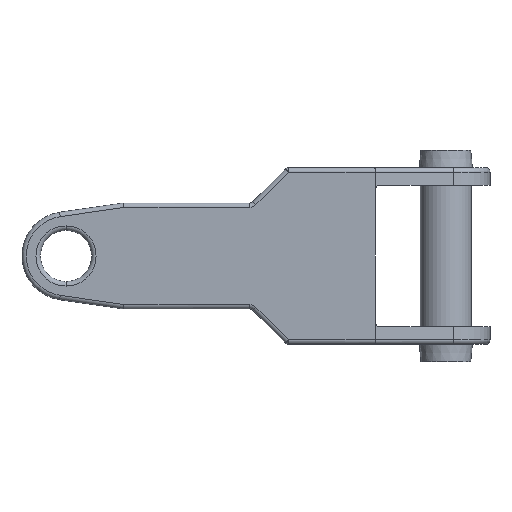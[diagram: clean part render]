
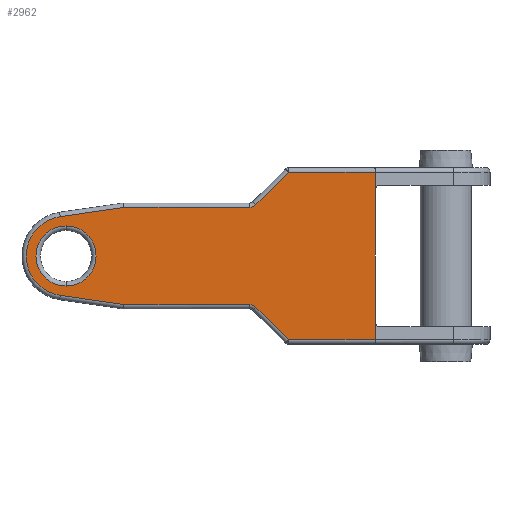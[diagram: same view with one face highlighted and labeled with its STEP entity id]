
A CAD part, front view. The second image highlights one B-rep face of the part: STEP entity #2962.
In plain terms, the highlighted planar face has unit normal (0, -1, 0).
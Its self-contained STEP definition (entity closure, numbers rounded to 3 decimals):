
#342=DIRECTION('',(0.707,0.,-0.707));
#343=VECTOR('',#342,13.316);
#344=CARTESIAN_POINT('',(38.1,-16.51,-14.714));
#345=LINE('',#344,#343);
#346=CARTESIAN_POINT('',(36.304,-16.51,-16.51));
#347=DIRECTION('',(0.,1.,0.));
#348=DIRECTION('',(0.,0.,1.));
#349=AXIS2_PLACEMENT_3D('',#346,#347,#348);
#351=DIRECTION('',(0.99,0.,-0.144));
#352=VECTOR('',#351,18.443);
#353=CARTESIAN_POINT('',(-18.158,-16.51,-11.311));
#354=LINE('',#353,#352);
#355=CARTESIAN_POINT('',(-16.51,-16.51,0.));
#356=DIRECTION('',(0.,-1.,0.));
#357=DIRECTION('',(-0.144,0.,0.99));
#358=AXIS2_PLACEMENT_3D('',#355,#356,#357);
#360=DIRECTION('',(-0.99,0.,-0.144));
#361=VECTOR('',#360,18.443);
#362=CARTESIAN_POINT('',(0.092,-16.51,13.97));
#363=LINE('',#362,#361);
#364=CARTESIAN_POINT('',(36.304,-16.51,16.51));
#365=DIRECTION('',(0.,1.,0.));
#366=DIRECTION('',(0.707,0.,-0.707));
#367=AXIS2_PLACEMENT_3D('',#364,#365,#366);
#369=DIRECTION('',(-0.707,0.,-0.707));
#370=VECTOR('',#369,13.316);
#371=CARTESIAN_POINT('',(47.516,-16.51,24.13));
#372=LINE('',#371,#370);
#373=DIRECTION('',(0.,0.,1.));
#374=VECTOR('',#373,38.1);
#375=CARTESIAN_POINT('',(72.39,-16.51,-19.05));
#376=LINE('',#375,#374);
#377=CARTESIAN_POINT('',(-16.51,-16.51,0.));
#378=DIRECTION('',(0.,1.,0.));
#379=DIRECTION('',(0.,0.,-1.));
#380=AXIS2_PLACEMENT_3D('',#377,#378,#379);
#382=CARTESIAN_POINT('',(-16.51,-16.51,0.));
#383=DIRECTION('',(0.,1.,0.));
#384=DIRECTION('',(0.,0.,1.));
#385=AXIS2_PLACEMENT_3D('',#382,#383,#384);
#492=DIRECTION('',(-1.,0.,0.));
#493=VECTOR('',#492,24.874);
#494=CARTESIAN_POINT('',(72.39,-16.51,-24.13));
#495=LINE('',#494,#493);
#496=DIRECTION('',(0.,0.,-1.));
#497=VECTOR('',#496,5.08);
#498=CARTESIAN_POINT('',(72.39,-16.51,-19.05));
#499=LINE('',#498,#497);
#548=DIRECTION('',(0.,0.,-1.));
#549=VECTOR('',#548,5.08);
#550=CARTESIAN_POINT('',(72.39,-16.51,24.13));
#551=LINE('',#550,#549);
#624=CARTESIAN_POINT('',(72.39,-16.51,24.13));
#630=DIRECTION('',(1.,0.,0.));
#631=VECTOR('',#630,24.874);
#632=CARTESIAN_POINT('',(47.516,-16.51,24.13));
#633=LINE('',#632,#631);
#960=DIRECTION('',(1.,0.,0.));
#961=VECTOR('',#960,36.212);
#962=CARTESIAN_POINT('',(0.092,-16.51,13.97));
#963=LINE('',#962,#961);
#964=CARTESIAN_POINT('',(0.092,-16.51,13.97));
#999=CARTESIAN_POINT('',(0.092,-16.51,-13.97));
#1005=DIRECTION('',(-1.,0.,0.));
#1006=VECTOR('',#1005,36.212);
#1007=CARTESIAN_POINT('',(36.304,-16.51,-13.97));
#1008=LINE('',#1007,#1006);
#2045=VERTEX_POINT('',#624);
#2047=CARTESIAN_POINT('',(36.304,-16.51,13.97));
#2049=VERTEX_POINT('',#2047);
#2176=VERTEX_POINT('',#964);
#2258=CARTESIAN_POINT('',(-16.51,-16.51,-8.636));
#2260=VERTEX_POINT('',#2258);
#2265=CARTESIAN_POINT('',(72.39,-16.51,-24.13));
#2266=CARTESIAN_POINT('',(47.516,-16.51,-24.13));
#2267=VERTEX_POINT('',#2265);
#2268=VERTEX_POINT('',#2266);
#2269=CARTESIAN_POINT('',(72.39,-16.51,19.05));
#2270=VERTEX_POINT('',#2269);
#2281=CARTESIAN_POINT('',(36.304,-16.51,-13.97));
#2282=CARTESIAN_POINT('',(38.1,-16.51,-14.714));
#2283=VERTEX_POINT('',#2281);
#2284=VERTEX_POINT('',#2282);
#2285=CARTESIAN_POINT('',(-18.158,-16.51,11.311));
#2287=VERTEX_POINT('',#2285);
#2365=CARTESIAN_POINT('',(47.516,-16.51,24.13));
#2367=VERTEX_POINT('',#2365);
#2425=VERTEX_POINT('',#999);
#2436=CARTESIAN_POINT('',(72.39,-16.51,-19.05));
#2437=VERTEX_POINT('',#2436);
#2438=CARTESIAN_POINT('',(38.1,-16.51,14.714));
#2439=VERTEX_POINT('',#2438);
#2459=CARTESIAN_POINT('',(-18.158,-16.51,-11.311));
#2461=VERTEX_POINT('',#2459);
#2557=CARTESIAN_POINT('',(-16.51,-16.51,8.636));
#2558=VERTEX_POINT('',#2557);
#2922=CARTESIAN_POINT('',(72.39,-16.51,-15.24));
#2923=DIRECTION('',(0.,-1.,0.));
#2924=DIRECTION('',(0.,0.,-1.));
#2925=AXIS2_PLACEMENT_3D('',#2922,#2923,#2924);
#2926=PLANE('',#2925);
#2928=ORIENTED_EDGE('',*,*,#2927,.F.);
#2930=ORIENTED_EDGE('',*,*,#2929,.F.);
#2932=ORIENTED_EDGE('',*,*,#2931,.T.);
#2934=ORIENTED_EDGE('',*,*,#2933,.F.);
#2936=ORIENTED_EDGE('',*,*,#2935,.F.);
#2938=ORIENTED_EDGE('',*,*,#2937,.F.);
#2940=ORIENTED_EDGE('',*,*,#2939,.T.);
#2942=ORIENTED_EDGE('',*,*,#2941,.F.);
#2943=ORIENTED_EDGE('',*,*,#2913,.F.);
#2945=ORIENTED_EDGE('',*,*,#2944,.T.);
#2947=ORIENTED_EDGE('',*,*,#2946,.T.);
#2949=ORIENTED_EDGE('',*,*,#2948,.F.);
#2951=ORIENTED_EDGE('',*,*,#2950,.T.);
#2953=ORIENTED_EDGE('',*,*,#2952,.T.);
#2954=EDGE_LOOP('',(#2928,#2930,#2932,#2934,#2936,#2938,#2940,#2942,#2943,#2945,
#2947,#2949,#2951,#2953));
#2955=FACE_OUTER_BOUND('',#2954,.F.);
#2957=ORIENTED_EDGE('',*,*,#2956,.F.);
#2959=ORIENTED_EDGE('',*,*,#2958,.F.);
#2960=EDGE_LOOP('',(#2957,#2959));
#2961=FACE_BOUND('',#2960,.F.);
#2962=ADVANCED_FACE('',(#2955,#2961),#2926,.T.);
#350=CIRCLE('',#349,2.54);
#359=CIRCLE('',#358,11.43);
#368=CIRCLE('',#367,2.54);
#381=CIRCLE('',#380,8.636);
#386=CIRCLE('',#385,8.636);
#2913=EDGE_CURVE('',#2367,#2439,#372,.T.);
#2927=EDGE_CURVE('',#2284,#2268,#345,.T.);
#2929=EDGE_CURVE('',#2283,#2284,#350,.T.);
#2931=EDGE_CURVE('',#2283,#2425,#1008,.T.);
#2933=EDGE_CURVE('',#2461,#2425,#354,.T.);
#2935=EDGE_CURVE('',#2287,#2461,#359,.T.);
#2937=EDGE_CURVE('',#2176,#2287,#363,.T.);
#2939=EDGE_CURVE('',#2176,#2049,#963,.T.);
#2941=EDGE_CURVE('',#2439,#2049,#368,.T.);
#2944=EDGE_CURVE('',#2367,#2045,#633,.T.);
#2946=EDGE_CURVE('',#2045,#2270,#551,.T.);
#2948=EDGE_CURVE('',#2437,#2270,#376,.T.);
#2950=EDGE_CURVE('',#2437,#2267,#499,.T.);
#2952=EDGE_CURVE('',#2267,#2268,#495,.T.);
#2956=EDGE_CURVE('',#2260,#2558,#381,.T.);
#2958=EDGE_CURVE('',#2558,#2260,#386,.T.);
